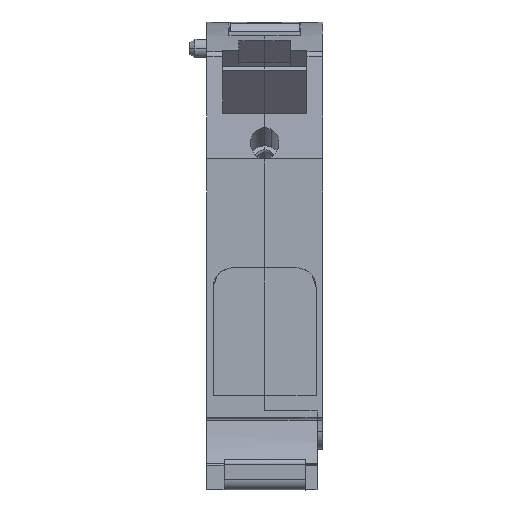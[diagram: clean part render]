
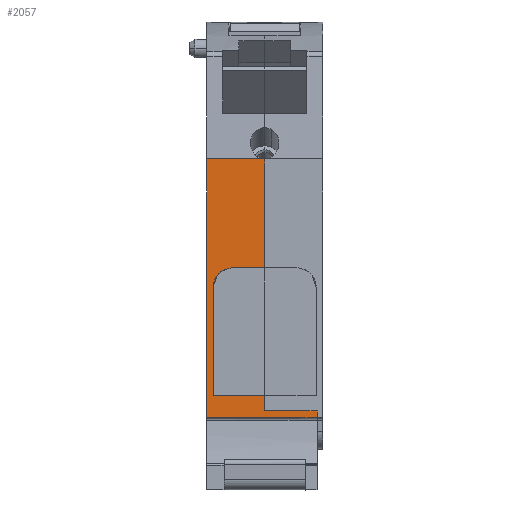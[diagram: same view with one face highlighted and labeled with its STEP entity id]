
A CAD part, front view. The second image highlights one B-rep face of the part: STEP entity #2057.
In plain terms, the highlighted planar face has unit normal (0, -1, 0).
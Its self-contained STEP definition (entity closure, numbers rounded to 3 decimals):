
#1970=AXIS2_PLACEMENT_3D('Plane Axis2P3D',#1967,#1968,#1969) ;
#96=CARTESIAN_POINT('Vertex',(22.,1.529,13.6)) ;
#99=CARTESIAN_POINT('Line Origine',(22.,1.529,13.025)) ;
#103=CARTESIAN_POINT('Vertex',(22.,1.529,12.45)) ;
#1270=CARTESIAN_POINT('Vertex',(3.,1.529,12.45)) ;
#1273=CARTESIAN_POINT('Line Origine',(3.,1.529,34.7)) ;
#1277=CARTESIAN_POINT('Vertex',(3.,1.529,56.95)) ;
#1952=CARTESIAN_POINT('Vertex',(13.,1.529,13.6)) ;
#1955=CARTESIAN_POINT('Line Origine',(17.5,1.529,13.6)) ;
#1967=CARTESIAN_POINT('Axis2P3D Location',(3.,1.529,13.45)) ;
#1972=CARTESIAN_POINT('Line Origine',(12.5,1.529,12.45)) ;
#1977=CARTESIAN_POINT('Line Origine',(13.,1.529,14.9)) ;
#1981=CARTESIAN_POINT('Vertex',(13.,1.529,16.2)) ;
#1984=CARTESIAN_POINT('Line Origine',(8.575,1.529,16.2)) ;
#1988=CARTESIAN_POINT('Vertex',(4.15,1.529,16.2)) ;
#1991=CARTESIAN_POINT('Line Origine',(4.15,1.529,25.546)) ;
#1995=CARTESIAN_POINT('Vertex',(4.15,1.529,34.892)) ;
#1999=CARTESIAN_POINT('Control Point',(7.485,1.529,38.202)) ;
#2000=CARTESIAN_POINT('Control Point',(7.128,1.529,38.201)) ;
#2001=CARTESIAN_POINT('Control Point',(6.771,1.529,38.15)) ;
#2002=CARTESIAN_POINT('Control Point',(6.424,1.529,38.051)) ;
#2003=CARTESIAN_POINT('Control Point',(5.758,1.529,37.763)) ;
#2004=CARTESIAN_POINT('Control Point',(5.192,1.529,37.314)) ;
#2005=CARTESIAN_POINT('Control Point',(4.939,1.529,37.051)) ;
#2006=CARTESIAN_POINT('Control Point',(4.529,1.529,36.493)) ;
#2007=CARTESIAN_POINT('Control Point',(4.274,1.529,35.855)) ;
#2008=CARTESIAN_POINT('Control Point',(4.192,1.529,35.538)) ;
#2009=CARTESIAN_POINT('Control Point',(4.15,1.529,35.215)) ;
#2010=CARTESIAN_POINT('Control Point',(4.15,1.529,34.892)) ;
#2011=CARTESIAN_POINT('Vertex',(7.485,1.529,38.202)) ;
#2014=CARTESIAN_POINT('Line Origine',(10.242,1.529,38.202)) ;
#2018=CARTESIAN_POINT('Vertex',(13.,1.529,38.202)) ;
#2021=CARTESIAN_POINT('Line Origine',(13.,1.529,47.571)) ;
#2025=CARTESIAN_POINT('Vertex',(13.,1.529,56.94)) ;
#2029=CARTESIAN_POINT('Control Point',(12.793,1.529,56.95)) ;
#2030=CARTESIAN_POINT('Control Point',(12.834,1.529,56.946)) ;
#2031=CARTESIAN_POINT('Control Point',(12.875,1.529,56.943)) ;
#2032=CARTESIAN_POINT('Control Point',(12.917,1.529,56.941)) ;
#2033=CARTESIAN_POINT('Control Point',(12.958,1.529,56.94)) ;
#2034=CARTESIAN_POINT('Control Point',(13.,1.529,56.94)) ;
#2035=CARTESIAN_POINT('Vertex',(12.793,1.529,56.95)) ;
#2038=CARTESIAN_POINT('Line Origine',(7.896,1.529,56.95)) ;
#100=DIRECTION('Vector Direction',(0.,0.,1.)) ;
#1274=DIRECTION('Vector Direction',(0.,0.,1.)) ;
#1956=DIRECTION('Vector Direction',(1.,0.,0.)) ;
#1968=DIRECTION('Axis2P3D Direction',(0.,1.,0.)) ;
#1969=DIRECTION('Axis2P3D XDirection',(0.,0.,1.)) ;
#1973=DIRECTION('Vector Direction',(-1.,0.,0.)) ;
#1978=DIRECTION('Vector Direction',(0.,0.,1.)) ;
#1985=DIRECTION('Vector Direction',(1.,0.,0.)) ;
#1992=DIRECTION('Vector Direction',(0.,0.,-1.)) ;
#2015=DIRECTION('Vector Direction',(-1.,0.,0.)) ;
#2022=DIRECTION('Vector Direction',(0.,0.,1.)) ;
#2039=DIRECTION('Vector Direction',(1.,0.,0.)) ;
#101=VECTOR('Line Direction',#100,1.) ;
#1275=VECTOR('Line Direction',#1274,1.) ;
#1957=VECTOR('Line Direction',#1956,1.) ;
#1974=VECTOR('Line Direction',#1973,1.) ;
#1979=VECTOR('Line Direction',#1978,1.) ;
#1986=VECTOR('Line Direction',#1985,1.) ;
#1993=VECTOR('Line Direction',#1992,1.) ;
#2016=VECTOR('Line Direction',#2015,1.) ;
#2023=VECTOR('Line Direction',#2022,1.) ;
#2040=VECTOR('Line Direction',#2039,1.) ;
#2044=ORIENTED_EDGE('',*,*,#1976,.F.) ;
#2045=ORIENTED_EDGE('',*,*,#105,.F.) ;
#2046=ORIENTED_EDGE('',*,*,#1959,.T.) ;
#2047=ORIENTED_EDGE('',*,*,#1983,.T.) ;
#2048=ORIENTED_EDGE('',*,*,#1990,.F.) ;
#2049=ORIENTED_EDGE('',*,*,#1997,.T.) ;
#2050=ORIENTED_EDGE('',*,*,#2013,.T.) ;
#2051=ORIENTED_EDGE('',*,*,#2020,.T.) ;
#2052=ORIENTED_EDGE('',*,*,#2027,.F.) ;
#2053=ORIENTED_EDGE('',*,*,#2037,.F.) ;
#2054=ORIENTED_EDGE('',*,*,#2042,.F.) ;
#2055=ORIENTED_EDGE('',*,*,#1279,.F.) ;
#2057=ADVANCED_FACE('MLD L',(#2056),#1971,.F.) ;
#1998=B_SPLINE_CURVE_WITH_KNOTS('',5,(#1999,#2000,#2001,#2002,#2003,#2004,#2005,#2006,#2007,#2008,#2009,#2010),.UNSPECIFIED.,.F.,.U.,(6,3,3,6),(0.,2.513,5.067,7.383),.UNSPECIFIED.) ;
#2028=B_SPLINE_CURVE_WITH_KNOTS('',5,(#2029,#2030,#2031,#2032,#2033,#2034),.UNSPECIFIED.,.F.,.U.,(6,6),(0.,0.294),.UNSPECIFIED.) ;
#105=EDGE_CURVE('',#97,#104,#102,.F.) ;
#1279=EDGE_CURVE('',#1271,#1278,#1276,.T.) ;
#1959=EDGE_CURVE('',#97,#1953,#1958,.F.) ;
#1976=EDGE_CURVE('',#104,#1271,#1975,.T.) ;
#1983=EDGE_CURVE('',#1953,#1982,#1980,.T.) ;
#1990=EDGE_CURVE('',#1989,#1982,#1987,.T.) ;
#1997=EDGE_CURVE('',#1989,#1996,#1994,.F.) ;
#2013=EDGE_CURVE('',#1996,#2012,#1998,.F.) ;
#2020=EDGE_CURVE('',#2012,#2019,#2017,.F.) ;
#2027=EDGE_CURVE('',#2026,#2019,#2024,.F.) ;
#2037=EDGE_CURVE('',#2036,#2026,#2028,.T.) ;
#2042=EDGE_CURVE('',#1278,#2036,#2041,.T.) ;
#2043=EDGE_LOOP('',(#2044,#2045,#2046,#2047,#2048,#2049,#2050,#2051,#2052,#2053,#2054,#2055)) ;
#2056=FACE_OUTER_BOUND('',#2043,.T.) ;
#102=LINE('Line',#99,#101) ;
#1276=LINE('Line',#1273,#1275) ;
#1958=LINE('Line',#1955,#1957) ;
#1975=LINE('Line',#1972,#1974) ;
#1980=LINE('Line',#1977,#1979) ;
#1987=LINE('Line',#1984,#1986) ;
#1994=LINE('Line',#1991,#1993) ;
#2017=LINE('Line',#2014,#2016) ;
#2024=LINE('Line',#2021,#2023) ;
#2041=LINE('Line',#2038,#2040) ;
#1971=PLANE('',#1970) ;
#97=VERTEX_POINT('',#96) ;
#104=VERTEX_POINT('',#103) ;
#1271=VERTEX_POINT('',#1270) ;
#1278=VERTEX_POINT('',#1277) ;
#1953=VERTEX_POINT('',#1952) ;
#1982=VERTEX_POINT('',#1981) ;
#1989=VERTEX_POINT('',#1988) ;
#1996=VERTEX_POINT('',#1995) ;
#2012=VERTEX_POINT('',#2011) ;
#2019=VERTEX_POINT('',#2018) ;
#2026=VERTEX_POINT('',#2025) ;
#2036=VERTEX_POINT('',#2035) ;
